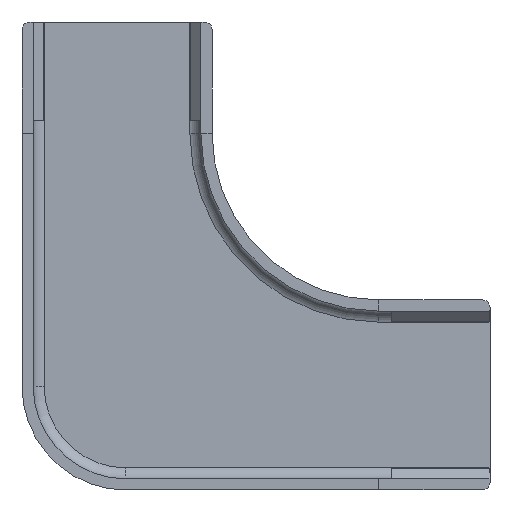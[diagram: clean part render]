
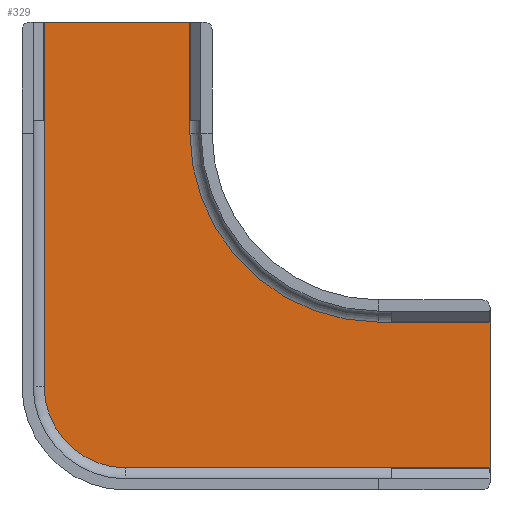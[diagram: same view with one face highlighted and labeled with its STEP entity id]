
A CAD part, front view. The second image highlights one B-rep face of the part: STEP entity #329.
In plain terms, the highlighted planar face has unit normal (0, -1, 0).
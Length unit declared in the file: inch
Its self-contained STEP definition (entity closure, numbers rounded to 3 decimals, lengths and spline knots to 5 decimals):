
#8 = ORIENTED_EDGE ( 'NONE', *, *, #1832, .F. ) ;
#14 = DIRECTION ( 'NONE',  ( 1., 0., 0. ) ) ;
#34 = CARTESIAN_POINT ( 'NONE',  ( -1.79528, 0.51181, -0.35923 ) ) ;
#74 = DIRECTION ( 'NONE',  ( 0., 1., 0. ) ) ;
#96 = CIRCLE ( 'NONE', #1833, 0.93211 ) ;
#137 = DIRECTION ( 'NONE',  ( 0., 0., -1. ) ) ;
#148 = VERTEX_POINT ( 'NONE', #592 ) ;
#169 = VECTOR ( 'NONE', #1018, 39.37008 ) ;
#189 = EDGE_LOOP ( 'NONE', ( #195, #1410, #8, #1537, #319, #863, #1583, #1785 ) ) ;
#195 = ORIENTED_EDGE ( 'NONE', *, *, #1502, .F. ) ;
#247 = CARTESIAN_POINT ( 'NONE',  ( -0.54724, 0.51181, -0.35923 ) ) ;
#291 = CARTESIAN_POINT ( 'NONE',  ( -1.47935, 0.51181, 1.29134 ) ) ;
#319 = ORIENTED_EDGE ( 'NONE', *, *, #1444, .F. ) ;
#329 = ADVANCED_FACE ( 'NONE', ( #1744 ), #658, .F. ) ;
#416 = LINE ( 'NONE', #1186, #169 ) ;
#463 = CARTESIAN_POINT ( 'NONE',  ( -1.79528, 0.51181, 0.04331 ) ) ;
#487 = CARTESIAN_POINT ( 'NONE',  ( -0.54724, 0.51181, 0.35923 ) ) ;
#508 = AXIS2_PLACEMENT_3D ( 'NONE', #463, #74, #832 ) ;
#513 = DIRECTION ( 'NONE',  ( 0., 0., 1. ) ) ;
#545 = VERTEX_POINT ( 'NONE', #1525 ) ;
#592 = CARTESIAN_POINT ( 'NONE',  ( -1.47935, 0.51181, 1.83858 ) ) ;
#612 = EDGE_CURVE ( 'NONE', #545, #1298, #764, .T. ) ;
#648 = VERTEX_POINT ( 'NONE', #34 ) ;
#658 = PLANE ( 'NONE',  #1233 ) ;
#666 = DIRECTION ( 'NONE',  ( 0., 0., 1. ) ) ;
#764 = LINE ( 'NONE', #487, #1421 ) ;
#825 = VERTEX_POINT ( 'NONE', #291 ) ;
#832 = DIRECTION ( 'NONE',  ( 0., 0., 1. ) ) ;
#861 = DIRECTION ( 'NONE',  ( -1., 0., 0. ) ) ;
#863 = ORIENTED_EDGE ( 'NONE', *, *, #876, .F. ) ;
#876 = EDGE_CURVE ( 'NONE', #148, #825, #1222, .T. ) ;
#884 = VECTOR ( 'NONE', #1130, 39.37008 ) ;
#925 = CARTESIAN_POINT ( 'NONE',  ( -2.19781, 0.51181, 1.83858 ) ) ;
#959 = LINE ( 'NONE', #1897, #1609 ) ;
#999 = VERTEX_POINT ( 'NONE', #925 ) ;
#1018 = DIRECTION ( 'NONE',  ( 0., 0., 1. ) ) ;
#1026 = CARTESIAN_POINT ( 'NONE',  ( 0., 0.51181, 0.35923 ) ) ;
#1113 = CIRCLE ( 'NONE', #508, 0.40254 ) ;
#1130 = DIRECTION ( 'NONE',  ( 0., 0., -1. ) ) ;
#1186 = CARTESIAN_POINT ( 'NONE',  ( -2.19781, 0.51181, 1.29134 ) ) ;
#1222 = LINE ( 'NONE', #1356, #1761 ) ;
#1233 = AXIS2_PLACEMENT_3D ( 'NONE', #1269, #1724, #513 ) ;
#1269 = CARTESIAN_POINT ( 'NONE',  ( -0.54724, 0.51181, 1.29134 ) ) ;
#1278 = DIRECTION ( 'NONE',  ( 0., -1., 0. ) ) ;
#1298 = VERTEX_POINT ( 'NONE', #1026 ) ;
#1342 = EDGE_CURVE ( 'NONE', #1939, #999, #416, .T. ) ;
#1356 = CARTESIAN_POINT ( 'NONE',  ( -1.47935, 0.51181, 1.29134 ) ) ;
#1410 = ORIENTED_EDGE ( 'NONE', *, *, #1547, .F. ) ;
#1421 = VECTOR ( 'NONE', #14, 39.37008 ) ;
#1444 = EDGE_CURVE ( 'NONE', #825, #545, #96, .T. ) ;
#1502 = EDGE_CURVE ( 'NONE', #648, #1939, #1113, .T. ) ;
#1525 = CARTESIAN_POINT ( 'NONE',  ( -0.54724, 0.51181, 0.35923 ) ) ;
#1537 = ORIENTED_EDGE ( 'NONE', *, *, #612, .F. ) ;
#1547 = EDGE_CURVE ( 'NONE', #1820, #648, #1620, .T. ) ;
#1559 = DIRECTION ( 'NONE',  ( 1., 0., 0. ) ) ;
#1571 = CARTESIAN_POINT ( 'NONE',  ( -0.54724, 0.51181, 1.29134 ) ) ;
#1583 = ORIENTED_EDGE ( 'NONE', *, *, #1880, .F. ) ;
#1603 = CARTESIAN_POINT ( 'NONE',  ( -2.19781, 0.51181, 0.04331 ) ) ;
#1609 = VECTOR ( 'NONE', #1559, 39.37008 ) ;
#1620 = LINE ( 'NONE', #247, #1861 ) ;
#1724 = DIRECTION ( 'NONE',  ( 0., 1., 0. ) ) ;
#1744 = FACE_OUTER_BOUND ( 'NONE', #189, .T. ) ;
#1761 = VECTOR ( 'NONE', #137, 39.37008 ) ;
#1785 = ORIENTED_EDGE ( 'NONE', *, *, #1342, .F. ) ;
#1820 = VERTEX_POINT ( 'NONE', #1859 ) ;
#1832 = EDGE_CURVE ( 'NONE', #1298, #1820, #1885, .T. ) ;
#1833 = AXIS2_PLACEMENT_3D ( 'NONE', #1571, #1278, #666 ) ;
#1859 = CARTESIAN_POINT ( 'NONE',  ( 0., 0.51181, -0.35923 ) ) ;
#1861 = VECTOR ( 'NONE', #861, 39.37008 ) ;
#1869 = CARTESIAN_POINT ( 'NONE',  ( 0., 0.51181, -0.4685 ) ) ;
#1880 = EDGE_CURVE ( 'NONE', #999, #148, #959, .T. ) ;
#1885 = LINE ( 'NONE', #1869, #884 ) ;
#1897 = CARTESIAN_POINT ( 'NONE',  ( -1.37008, 0.51181, 1.83858 ) ) ;
#1939 = VERTEX_POINT ( 'NONE', #1603 ) ;
